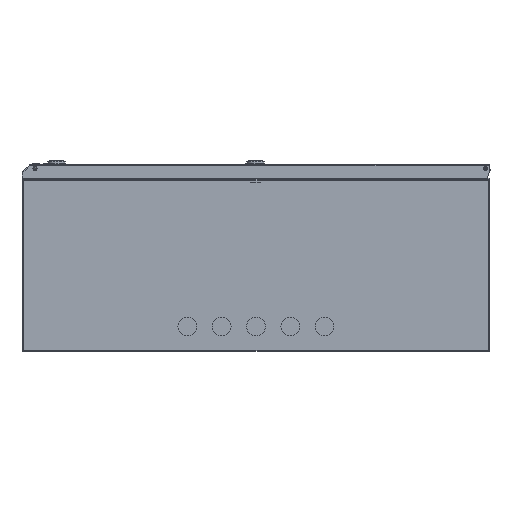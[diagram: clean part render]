
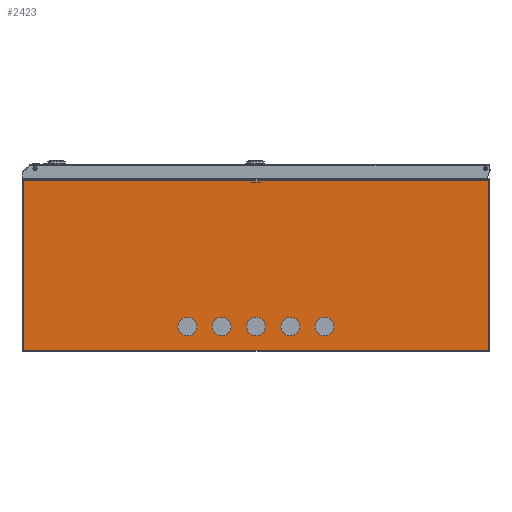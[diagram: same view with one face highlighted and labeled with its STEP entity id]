
A CAD part, front view. The second image highlights one B-rep face of the part: STEP entity #2423.
In plain terms, the highlighted planar face has unit normal (0, -1, 0).
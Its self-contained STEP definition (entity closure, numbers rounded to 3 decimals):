
#41 = DIRECTION ( 'NONE',  ( 0., 0., 1. ) ) ;
#1025 = PLANE ( 'NONE',  #1866 ) ;
#1057 = DIRECTION ( 'NONE',  ( -1., 0., 0. ) ) ;
#1718 = AXIS2_PLACEMENT_3D ( 'NONE', #19259, #6840, #21312 ) ;
#1720 = DIRECTION ( 'NONE',  ( 0., 0., 1. ) ) ;
#1822 = DIRECTION ( 'NONE',  ( 0., -1., 0. ) ) ;
#1864 = EDGE_LOOP ( 'NONE', ( #7431, #26130 ) ) ;
#1866 = AXIS2_PLACEMENT_3D ( 'NONE', #19509, #15802, #25848 ) ;
#2423 = ADVANCED_FACE ( 'NONE', ( #14604, #14740, #14797, #14630, #14589, #14584 ), #1025, .F. ) ;
#2509 = DIRECTION ( 'NONE',  ( 0., -1., 0. ) ) ;
#2607 = CIRCLE ( 'NONE', #3104, 15. ) ;
#3104 = AXIS2_PLACEMENT_3D ( 'NONE', #11846, #26251, #13946 ) ;
#3183 = EDGE_LOOP ( 'NONE', ( #11877, #21130 ) ) ;
#3331 = EDGE_CURVE ( 'NONE', #10561, #19765, #8619, .T. ) ;
#3413 = CIRCLE ( 'NONE', #10539, 15. ) ;
#3491 = CARTESIAN_POINT ( 'NONE',  ( -230.583, -1230.944, 24. ) ) ;
#3522 = ORIENTED_EDGE ( 'NONE', *, *, #6582, .F. ) ;
#3559 = DIRECTION ( 'NONE',  ( 0., -1., 0. ) ) ;
#3613 = ORIENTED_EDGE ( 'NONE', *, *, #7440, .T. ) ;
#3931 = CARTESIAN_POINT ( 'NONE',  ( -285.583, -1230.944, 54. ) ) ;
#4091 = AXIS2_PLACEMENT_3D ( 'NONE', #15933, #3559, #18016 ) ;
#4487 = CARTESIAN_POINT ( 'NONE',  ( -602.583, -1230.944, 272.7 ) ) ;
#4547 = DIRECTION ( 'NONE',  ( 0., -1., 0. ) ) ;
#4609 = ORIENTED_EDGE ( 'NONE', *, *, #21627, .F. ) ;
#4787 = CARTESIAN_POINT ( 'NONE',  ( -340.583, -1230.944, 39. ) ) ;
#4825 = EDGE_CURVE ( 'NONE', #19765, #24495, #12856, .T. ) ;
#5289 = DIRECTION ( 'NONE',  ( -1., 0., 0. ) ) ;
#5369 = LINE ( 'NONE', #17544, #26044 ) ;
#6178 = VERTEX_POINT ( 'NONE', #22706 ) ;
#6343 = VERTEX_POINT ( 'NONE', #17155 ) ;
#6582 = EDGE_CURVE ( 'NONE', #13405, #20030, #2607, .T. ) ;
#6777 = ORIENTED_EDGE ( 'NONE', *, *, #3331, .T. ) ;
#6840 = DIRECTION ( 'NONE',  ( 0., -1., 0. ) ) ;
#6886 = DIRECTION ( 'NONE',  ( 0., 0., -1. ) ) ;
#6990 = CARTESIAN_POINT ( 'NONE',  ( -285.583, -1230.944, 39. ) ) ;
#7431 = ORIENTED_EDGE ( 'NONE', *, *, #24575, .F. ) ;
#7440 = EDGE_CURVE ( 'NONE', #24495, #13121, #5369, .T. ) ;
#8159 = VERTEX_POINT ( 'NONE', #9156 ) ;
#8350 = DIRECTION ( 'NONE',  ( 0., -1., 0. ) ) ;
#8501 = VECTOR ( 'NONE', #41, 1000. ) ;
#8619 = LINE ( 'NONE', #16559, #8501 ) ;
#8843 = EDGE_CURVE ( 'NONE', #10561, #13121, #8882, .T. ) ;
#8882 = LINE ( 'NONE', #19689, #13115 ) ;
#9089 = DIRECTION ( 'NONE',  ( 0., 0., -1. ) ) ;
#9156 = CARTESIAN_POINT ( 'NONE',  ( -340.583, -1230.944, 54. ) ) ;
#9302 = VECTOR ( 'NONE', #5289, 1000. ) ;
#10077 = ORIENTED_EDGE ( 'NONE', *, *, #17890, .F. ) ;
#10342 = CIRCLE ( 'NONE', #1718, 15. ) ;
#10538 = CIRCLE ( 'NONE', #16989, 15. ) ;
#10539 = AXIS2_PLACEMENT_3D ( 'NONE', #26379, #14063, #1720 ) ;
#10561 = VERTEX_POINT ( 'NONE', #22179 ) ;
#10656 = VERTEX_POINT ( 'NONE', #14427 ) ;
#11103 = CIRCLE ( 'NONE', #4091, 15. ) ;
#11357 = DIRECTION ( 'NONE',  ( 0., 0., -1. ) ) ;
#11551 = CIRCLE ( 'NONE', #23750, 15. ) ;
#11846 = CARTESIAN_POINT ( 'NONE',  ( -175.583, -1230.944, 39. ) ) ;
#11877 = ORIENTED_EDGE ( 'NONE', *, *, #21814, .F. ) ;
#12371 = CARTESIAN_POINT ( 'NONE',  ( -175.583, -1230.944, 54. ) ) ;
#12856 = LINE ( 'NONE', #19767, #9302 ) ;
#13115 = VECTOR ( 'NONE', #1057, 1000. ) ;
#13121 = VERTEX_POINT ( 'NONE', #24961 ) ;
#13405 = VERTEX_POINT ( 'NONE', #15619 ) ;
#13598 = VERTEX_POINT ( 'NONE', #16238 ) ;
#13634 = VERTEX_POINT ( 'NONE', #3931 ) ;
#13647 = AXIS2_PLACEMENT_3D ( 'NONE', #14172, #1822, #16262 ) ;
#13946 = DIRECTION ( 'NONE',  ( 0., 0., 1. ) ) ;
#13953 = VERTEX_POINT ( 'NONE', #3491 ) ;
#14063 = DIRECTION ( 'NONE',  ( 0., -1., 0. ) ) ;
#14172 = CARTESIAN_POINT ( 'NONE',  ( -120.583, -1230.944, 39. ) ) ;
#14427 = CARTESIAN_POINT ( 'NONE',  ( -120.583, -1230.944, 54. ) ) ;
#14584 = FACE_OUTER_BOUND ( 'NONE', #24119, .T. ) ;
#14589 = FACE_BOUND ( 'NONE', #1864, .T. ) ;
#14604 = FACE_BOUND ( 'NONE', #23859, .T. ) ;
#14630 = FACE_BOUND ( 'NONE', #3183, .T. ) ;
#14740 = FACE_BOUND ( 'NONE', #20294, .T. ) ;
#14797 = FACE_BOUND ( 'NONE', #20151, .T. ) ;
#14865 = CARTESIAN_POINT ( 'NONE',  ( -120.583, -1230.944, 39. ) ) ;
#15084 = EDGE_CURVE ( 'NONE', #20030, #13405, #3413, .T. ) ;
#15085 = ORIENTED_EDGE ( 'NONE', *, *, #19094, .F. ) ;
#15619 = CARTESIAN_POINT ( 'NONE',  ( -175.583, -1230.944, 24. ) ) ;
#15802 = DIRECTION ( 'NONE',  ( 0., 1., 0. ) ) ;
#15825 = CIRCLE ( 'NONE', #24591, 15. ) ;
#15933 = CARTESIAN_POINT ( 'NONE',  ( -285.583, -1230.944, 39. ) ) ;
#16238 = CARTESIAN_POINT ( 'NONE',  ( -230.583, -1230.944, 54. ) ) ;
#16262 = DIRECTION ( 'NONE',  ( 0., 0., 1. ) ) ;
#16427 = ORIENTED_EDGE ( 'NONE', *, *, #8843, .F. ) ;
#16559 = CARTESIAN_POINT ( 'NONE',  ( 141.417, -1230.944, 1. ) ) ;
#16702 = AXIS2_PLACEMENT_3D ( 'NONE', #14865, #2509, #16951 ) ;
#16951 = DIRECTION ( 'NONE',  ( 0., 0., 1. ) ) ;
#16989 = AXIS2_PLACEMENT_3D ( 'NONE', #4787, #19298, #6886 ) ;
#17001 = CARTESIAN_POINT ( 'NONE',  ( -230.583, -1230.944, 39. ) ) ;
#17019 = ORIENTED_EDGE ( 'NONE', *, *, #22325, .F. ) ;
#17155 = CARTESIAN_POINT ( 'NONE',  ( -120.583, -1230.944, 24. ) ) ;
#17506 = CIRCLE ( 'NONE', #13647, 15. ) ;
#17544 = CARTESIAN_POINT ( 'NONE',  ( -602.583, -1230.944, 272.7 ) ) ;
#17663 = AXIS2_PLACEMENT_3D ( 'NONE', #17001, #4547, #19058 ) ;
#17890 = EDGE_CURVE ( 'NONE', #10656, #6343, #17506, .T. ) ;
#18016 = DIRECTION ( 'NONE',  ( 0., 0., -1. ) ) ;
#18500 = EDGE_CURVE ( 'NONE', #13598, #13953, #20646, .T. ) ;
#19058 = DIRECTION ( 'NONE',  ( 0., 0., -1. ) ) ;
#19094 = EDGE_CURVE ( 'NONE', #6178, #8159, #10538, .T. ) ;
#19259 = CARTESIAN_POINT ( 'NONE',  ( -230.583, -1230.944, 39. ) ) ;
#19298 = DIRECTION ( 'NONE',  ( 0., -1., 0. ) ) ;
#19509 = CARTESIAN_POINT ( 'NONE',  ( 0., -1230.944, 0. ) ) ;
#19689 = CARTESIAN_POINT ( 'NONE',  ( -604.583, -1230.944, 1. ) ) ;
#19765 = VERTEX_POINT ( 'NONE', #23995 ) ;
#19767 = CARTESIAN_POINT ( 'NONE',  ( 143.417, -1230.944, 272.7 ) ) ;
#20030 = VERTEX_POINT ( 'NONE', #12371 ) ;
#20151 = EDGE_LOOP ( 'NONE', ( #15085, #4609 ) ) ;
#20294 = EDGE_LOOP ( 'NONE', ( #3522, #26493 ) ) ;
#20357 = VERTEX_POINT ( 'NONE', #24052 ) ;
#20646 = CIRCLE ( 'NONE', #17663, 15. ) ;
#20737 = CARTESIAN_POINT ( 'NONE',  ( -340.583, -1230.944, 39. ) ) ;
#21130 = ORIENTED_EDGE ( 'NONE', *, *, #24195, .F. ) ;
#21312 = DIRECTION ( 'NONE',  ( 0., 0., -1. ) ) ;
#21445 = DIRECTION ( 'NONE',  ( 0., -1., 0. ) ) ;
#21627 = EDGE_CURVE ( 'NONE', #8159, #6178, #11551, .T. ) ;
#21814 = EDGE_CURVE ( 'NONE', #20357, #13634, #15825, .T. ) ;
#22179 = CARTESIAN_POINT ( 'NONE',  ( 141.417, -1230.944, 1. ) ) ;
#22325 = EDGE_CURVE ( 'NONE', #6343, #10656, #25421, .T. ) ;
#22482 = ORIENTED_EDGE ( 'NONE', *, *, #4825, .T. ) ;
#22706 = CARTESIAN_POINT ( 'NONE',  ( -340.583, -1230.944, 24. ) ) ;
#22815 = DIRECTION ( 'NONE',  ( 0., 0., -1. ) ) ;
#23750 = AXIS2_PLACEMENT_3D ( 'NONE', #20737, #8350, #22815 ) ;
#23859 = EDGE_LOOP ( 'NONE', ( #17019, #10077 ) ) ;
#23995 = CARTESIAN_POINT ( 'NONE',  ( 141.417, -1230.944, 272.7 ) ) ;
#24052 = CARTESIAN_POINT ( 'NONE',  ( -285.583, -1230.944, 24. ) ) ;
#24119 = EDGE_LOOP ( 'NONE', ( #6777, #22482, #3613, #16427 ) ) ;
#24195 = EDGE_CURVE ( 'NONE', #13634, #20357, #11103, .T. ) ;
#24495 = VERTEX_POINT ( 'NONE', #4487 ) ;
#24575 = EDGE_CURVE ( 'NONE', #13953, #13598, #10342, .T. ) ;
#24591 = AXIS2_PLACEMENT_3D ( 'NONE', #6990, #21445, #9089 ) ;
#24961 = CARTESIAN_POINT ( 'NONE',  ( -602.583, -1230.944, 1. ) ) ;
#25421 = CIRCLE ( 'NONE', #16702, 15. ) ;
#25848 = DIRECTION ( 'NONE',  ( 0., 0., 1. ) ) ;
#26044 = VECTOR ( 'NONE', #11357, 1000. ) ;
#26130 = ORIENTED_EDGE ( 'NONE', *, *, #18500, .F. ) ;
#26251 = DIRECTION ( 'NONE',  ( 0., -1., 0. ) ) ;
#26379 = CARTESIAN_POINT ( 'NONE',  ( -175.583, -1230.944, 39. ) ) ;
#26493 = ORIENTED_EDGE ( 'NONE', *, *, #15084, .F. ) ;
